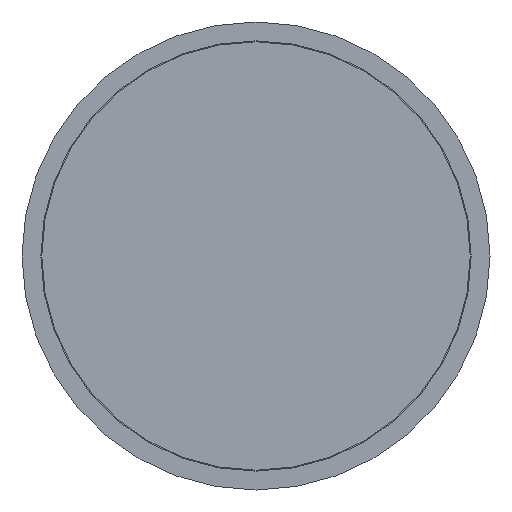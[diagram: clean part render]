
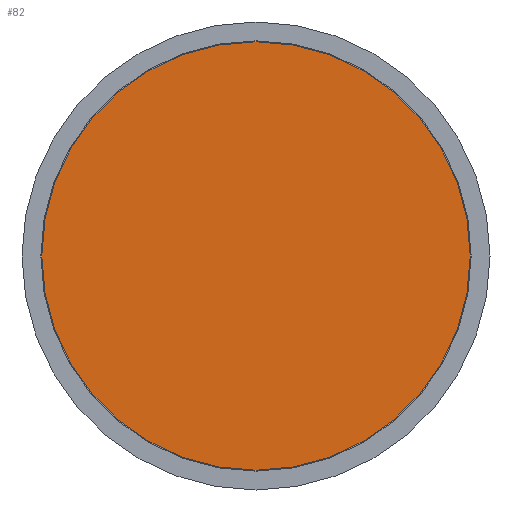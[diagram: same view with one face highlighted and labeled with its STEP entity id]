
A CAD part, front view. The second image highlights one B-rep face of the part: STEP entity #82.
In plain terms, the highlighted planar face has unit normal (0, -1, 0).
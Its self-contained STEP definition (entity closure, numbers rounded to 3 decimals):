
#5 = CIRCLE ( 'NONE', #459, 56.75 ) ;
#72 = CARTESIAN_POINT ( 'NONE',  ( -56.75, 0., 0. ) ) ;
#81 = PLANE ( 'NONE',  #508 ) ;
#82 = ADVANCED_FACE ( 'NONE', ( #687 ), #81, .F. ) ;
#185 = DIRECTION ( 'NONE',  ( 0., 0., -1. ) ) ;
#459 = AXIS2_PLACEMENT_3D ( 'NONE', #517, #576, #185 ) ;
#508 = AXIS2_PLACEMENT_3D ( 'NONE', #72, #929, #603 ) ;
#517 = CARTESIAN_POINT ( 'NONE',  ( 0., 0., 0. ) ) ;
#576 = DIRECTION ( 'NONE',  ( 0., -1., 0. ) ) ;
#603 = DIRECTION ( 'NONE',  ( 0., 0., 1. ) ) ;
#621 = CARTESIAN_POINT ( 'NONE',  ( 0., 0., -56.75 ) ) ;
#687 = FACE_OUTER_BOUND ( 'NONE', #738, .T. ) ;
#729 = ORIENTED_EDGE ( 'NONE', *, *, #737, .T. ) ;
#737 = EDGE_CURVE ( 'NONE', #842, #842, #5, .T. ) ;
#738 = EDGE_LOOP ( 'NONE', ( #729 ) ) ;
#842 = VERTEX_POINT ( 'NONE', #621 ) ;
#929 = DIRECTION ( 'NONE',  ( 0., 1., 0. ) ) ;
